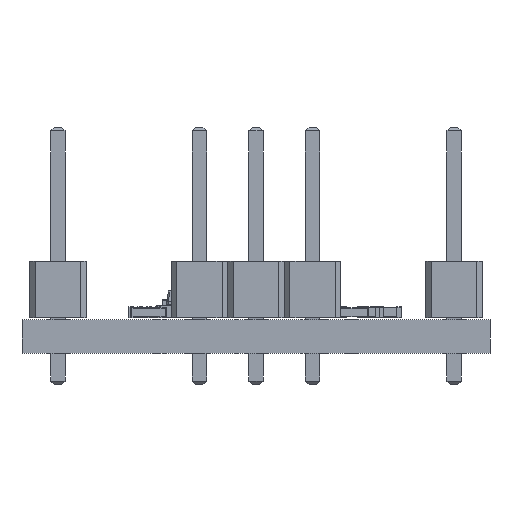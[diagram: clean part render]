
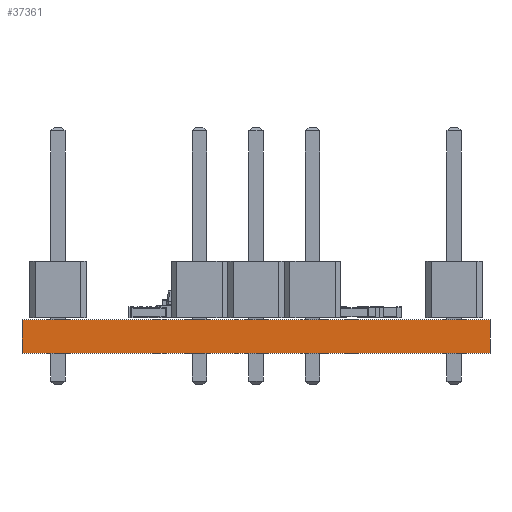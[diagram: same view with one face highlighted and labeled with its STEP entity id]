
A CAD part, front view. The second image highlights one B-rep face of the part: STEP entity #37361.
In plain terms, the highlighted planar face has unit normal (0, -1, 0).
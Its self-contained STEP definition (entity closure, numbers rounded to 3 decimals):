
#37361 = ADVANCED_FACE('',(#37362),#37396,.T.);
#37362 = FACE_BOUND('',#37363,.T.);
#37363 = EDGE_LOOP('',(#37364,#37374,#37382,#37390));
#37364 = ORIENTED_EDGE('',*,*,#37365,.T.);
#37365 = EDGE_CURVE('',#37366,#37368,#37370,.T.);
#37366 = VERTEX_POINT('',#37367);
#37367 = CARTESIAN_POINT('',(110.5,-75.5,0.));
#37368 = VERTEX_POINT('',#37369);
#37369 = CARTESIAN_POINT('',(110.5,-75.5,1.51));
#37370 = LINE('',#37371,#37372);
#37371 = CARTESIAN_POINT('',(110.5,-75.5,0.));
#37372 = VECTOR('',#37373,1.);
#37373 = DIRECTION('',(0.,0.,1.));
#37374 = ORIENTED_EDGE('',*,*,#37375,.T.);
#37375 = EDGE_CURVE('',#37368,#37376,#37378,.T.);
#37376 = VERTEX_POINT('',#37377);
#37377 = CARTESIAN_POINT('',(89.5,-75.5,1.51));
#37378 = LINE('',#37379,#37380);
#37379 = CARTESIAN_POINT('',(110.5,-75.5,1.51));
#37380 = VECTOR('',#37381,1.);
#37381 = DIRECTION('',(-1.,0.,0.));
#37382 = ORIENTED_EDGE('',*,*,#37383,.F.);
#37383 = EDGE_CURVE('',#37384,#37376,#37386,.T.);
#37384 = VERTEX_POINT('',#37385);
#37385 = CARTESIAN_POINT('',(89.5,-75.5,0.));
#37386 = LINE('',#37387,#37388);
#37387 = CARTESIAN_POINT('',(89.5,-75.5,0.));
#37388 = VECTOR('',#37389,1.);
#37389 = DIRECTION('',(0.,0.,1.));
#37390 = ORIENTED_EDGE('',*,*,#37391,.F.);
#37391 = EDGE_CURVE('',#37366,#37384,#37392,.T.);
#37392 = LINE('',#37393,#37394);
#37393 = CARTESIAN_POINT('',(110.5,-75.5,0.));
#37394 = VECTOR('',#37395,1.);
#37395 = DIRECTION('',(-1.,0.,0.));
#37396 = PLANE('',#37397);
#37397 = AXIS2_PLACEMENT_3D('',#37398,#37399,#37400);
#37398 = CARTESIAN_POINT('',(110.5,-75.5,0.));
#37399 = DIRECTION('',(0.,-1.,0.));
#37400 = DIRECTION('',(-1.,0.,0.));
